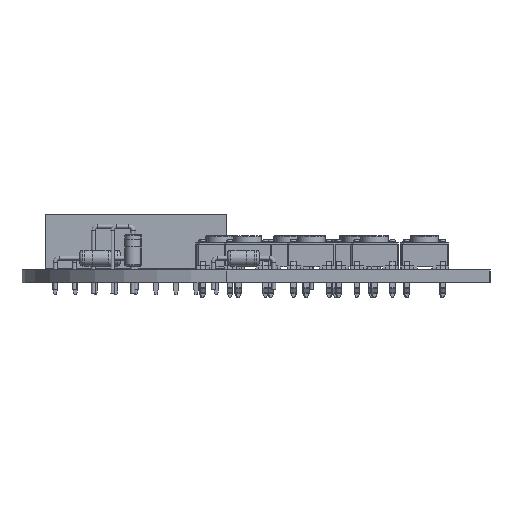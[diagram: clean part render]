
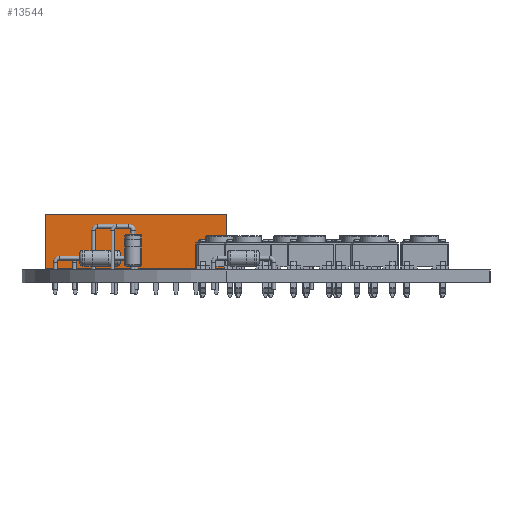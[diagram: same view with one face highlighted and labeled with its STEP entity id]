
A CAD part, left-side view. The second image highlights one B-rep face of the part: STEP entity #13544.
In plain terms, the highlighted planar face has unit normal (-1, 0, 0).
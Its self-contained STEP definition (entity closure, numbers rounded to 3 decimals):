
#12421 = VERTEX_POINT('',#12422);
#12422 = CARTESIAN_POINT('',(-1.27,-21.59,0.));
#12430 = EDGE_CURVE('',#12421,#12431,#12433,.T.);
#12431 = VERTEX_POINT('',#12432);
#12432 = CARTESIAN_POINT('',(-1.27,-21.59,7.));
#12433 = LINE('',#12434,#12435);
#12434 = CARTESIAN_POINT('',(-1.27,-21.59,0.));
#12435 = VECTOR('',#12436,1.);
#12436 = DIRECTION('',(0.,0.,1.));
#12493 = VERTEX_POINT('',#12494);
#12494 = CARTESIAN_POINT('',(-1.27,1.27,7.));
#12500 = EDGE_CURVE('',#12501,#12493,#12503,.T.);
#12501 = VERTEX_POINT('',#12502);
#12502 = CARTESIAN_POINT('',(-1.27,1.27,0.));
#12503 = LINE('',#12504,#12505);
#12504 = CARTESIAN_POINT('',(-1.27,1.27,0.));
#12505 = VECTOR('',#12506,1.);
#12506 = DIRECTION('',(0.,0.,1.));
#12565 = EDGE_CURVE('',#12493,#12431,#12566,.T.);
#12566 = LINE('',#12567,#12568);
#12567 = CARTESIAN_POINT('',(-1.27,1.27,7.));
#12568 = VECTOR('',#12569,1.);
#12569 = DIRECTION('',(0.,-1.,0.));
#12893 = EDGE_CURVE('',#12501,#12421,#12894,.T.);
#12894 = LINE('',#12895,#12896);
#12895 = CARTESIAN_POINT('',(-1.27,1.27,0.));
#12896 = VECTOR('',#12897,1.);
#12897 = DIRECTION('',(0.,-1.,0.));
#13544 = ADVANCED_FACE('',(#13545),#13551,.F.);
#13545 = FACE_BOUND('',#13546,.F.);
#13546 = EDGE_LOOP('',(#13547,#13548,#13549,#13550));
#13547 = ORIENTED_EDGE('',*,*,#12500,.T.);
#13548 = ORIENTED_EDGE('',*,*,#12565,.T.);
#13549 = ORIENTED_EDGE('',*,*,#12430,.F.);
#13550 = ORIENTED_EDGE('',*,*,#12893,.F.);
#13551 = PLANE('',#13552);
#13552 = AXIS2_PLACEMENT_3D('',#13553,#13554,#13555);
#13553 = CARTESIAN_POINT('',(-1.27,1.27,0.));
#13554 = DIRECTION('',(1.,0.,0.));
#13555 = DIRECTION('',(0.,-1.,0.));
